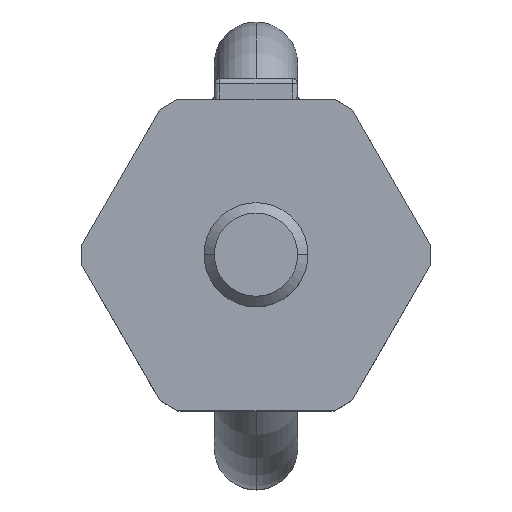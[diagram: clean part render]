
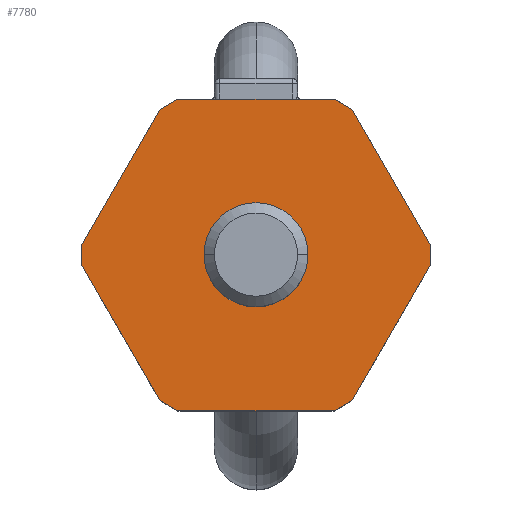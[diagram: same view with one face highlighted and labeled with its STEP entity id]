
A CAD part, top view. The second image highlights one B-rep face of the part: STEP entity #7780.
In plain terms, the highlighted planar face has unit normal (0, 0, 1).
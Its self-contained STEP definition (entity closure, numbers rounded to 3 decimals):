
#1=DIRECTION('',(-0.866,-0.5,0.));
#2=VECTOR('',#1,1.976);
#3=CARTESIAN_POINT('',(-7.519,15.,49.));
#4=LINE('',#3,#2);
#9=CARTESIAN_POINT('',(0.,0.,49.));
#10=DIRECTION('',(0.,0.,1.));
#11=DIRECTION('',(1.,0.,0.));
#12=AXIS2_PLACEMENT_3D('',#9,#10,#11);
#14=CARTESIAN_POINT('',(0.,0.,49.));
#15=DIRECTION('',(0.,0.,1.));
#16=DIRECTION('',(-1.,0.,0.));
#17=AXIS2_PLACEMENT_3D('',#14,#15,#16);
#81=DIRECTION('',(-1.,0.,0.));
#82=VECTOR('',#81,15.038);
#83=CARTESIAN_POINT('',(7.519,15.,49.));
#84=LINE('',#83,#82);
#379=DIRECTION('',(0.,1.,0.));
#380=VECTOR('',#379,1.976);
#381=CARTESIAN_POINT('',(16.75,-0.988,49.));
#382=LINE('',#381,#380);
#391=DIRECTION('',(-0.5,0.866,0.));
#392=VECTOR('',#391,15.038);
#393=CARTESIAN_POINT('',(16.75,0.988,49.));
#394=LINE('',#393,#392);
#395=DIRECTION('',(-0.866,0.5,0.));
#396=VECTOR('',#395,1.976);
#397=CARTESIAN_POINT('',(9.231,14.012,49.));
#398=LINE('',#397,#396);
#3706=DIRECTION('',(-0.5,-0.866,0.));
#3707=VECTOR('',#3706,15.038);
#3708=CARTESIAN_POINT('',(-9.231,14.012,49.));
#3709=LINE('',#3708,#3707);
#3710=DIRECTION('',(0.,-1.,0.));
#3711=VECTOR('',#3710,1.976);
#3712=CARTESIAN_POINT('',(-16.75,0.988,49.));
#3713=LINE('',#3712,#3711);
#3729=DIRECTION('',(0.5,-0.866,0.));
#3730=VECTOR('',#3729,15.038);
#3731=CARTESIAN_POINT('',(-16.75,-0.988,49.));
#3732=LINE('',#3731,#3730);
#3749=DIRECTION('',(0.866,-0.5,0.));
#3750=VECTOR('',#3749,1.976);
#3751=CARTESIAN_POINT('',(-9.231,-14.012,49.));
#3752=LINE('',#3751,#3750);
#3766=DIRECTION('',(1.,0.,0.));
#3767=VECTOR('',#3766,15.038);
#3768=CARTESIAN_POINT('',(-7.519,-15.,49.));
#3769=LINE('',#3768,#3767);
#3811=DIRECTION('',(0.866,0.5,0.));
#3812=VECTOR('',#3811,1.976);
#3813=CARTESIAN_POINT('',(7.519,-15.,49.));
#3814=LINE('',#3813,#3812);
#3823=DIRECTION('',(0.5,0.866,0.));
#3824=VECTOR('',#3823,15.038);
#3825=CARTESIAN_POINT('',(9.231,-14.012,49.));
#3826=LINE('',#3825,#3824);
#6273=CARTESIAN_POINT('',(-7.519,15.,49.));
#6274=CARTESIAN_POINT('',(-9.231,14.012,49.));
#6275=VERTEX_POINT('',#6273);
#6276=VERTEX_POINT('',#6274);
#6277=CARTESIAN_POINT('',(-16.75,0.988,49.));
#6278=VERTEX_POINT('',#6277);
#6279=CARTESIAN_POINT('',(-16.75,-0.988,49.));
#6280=VERTEX_POINT('',#6279);
#6281=CARTESIAN_POINT('',(-9.231,-14.012,49.));
#6282=VERTEX_POINT('',#6281);
#6283=CARTESIAN_POINT('',(-7.519,-15.,49.));
#6284=VERTEX_POINT('',#6283);
#6285=CARTESIAN_POINT('',(7.519,-15.,49.));
#6286=VERTEX_POINT('',#6285);
#6287=CARTESIAN_POINT('',(9.231,-14.012,49.));
#6288=VERTEX_POINT('',#6287);
#6289=CARTESIAN_POINT('',(16.75,-0.988,49.));
#6290=VERTEX_POINT('',#6289);
#6291=CARTESIAN_POINT('',(16.75,0.988,49.));
#6292=VERTEX_POINT('',#6291);
#6293=CARTESIAN_POINT('',(9.231,14.012,49.));
#6294=VERTEX_POINT('',#6293);
#6295=CARTESIAN_POINT('',(7.519,15.,49.));
#6296=VERTEX_POINT('',#6295);
#6321=CARTESIAN_POINT('',(5.,0.,49.));
#6322=CARTESIAN_POINT('',(-5.,0.,49.));
#6323=VERTEX_POINT('',#6321);
#6324=VERTEX_POINT('',#6322);
#7744=CARTESIAN_POINT('',(50.,-50.,49.));
#7745=DIRECTION('',(0.,0.,-1.));
#7746=DIRECTION('',(-1.,0.,0.));
#7747=AXIS2_PLACEMENT_3D('',#7744,#7745,#7746);
#7748=PLANE('',#7747);
#7749=ORIENTED_EDGE('',*,*,#7733,.F.);
#7751=ORIENTED_EDGE('',*,*,#7750,.F.);
#7753=ORIENTED_EDGE('',*,*,#7752,.F.);
#7755=ORIENTED_EDGE('',*,*,#7754,.F.);
#7757=ORIENTED_EDGE('',*,*,#7756,.F.);
#7759=ORIENTED_EDGE('',*,*,#7758,.F.);
#7761=ORIENTED_EDGE('',*,*,#7760,.F.);
#7763=ORIENTED_EDGE('',*,*,#7762,.F.);
#7765=ORIENTED_EDGE('',*,*,#7764,.F.);
#7767=ORIENTED_EDGE('',*,*,#7766,.F.);
#7769=ORIENTED_EDGE('',*,*,#7768,.F.);
#7771=ORIENTED_EDGE('',*,*,#7770,.F.);
#7772=EDGE_LOOP('',(#7749,#7751,#7753,#7755,#7757,#7759,#7761,#7763,#7765,#7767,
#7769,#7771));
#7773=FACE_OUTER_BOUND('',#7772,.F.);
#7775=ORIENTED_EDGE('',*,*,#7774,.T.);
#7777=ORIENTED_EDGE('',*,*,#7776,.T.);
#7778=EDGE_LOOP('',(#7775,#7777));
#7779=FACE_BOUND('',#7778,.F.);
#7780=ADVANCED_FACE('',(#7773,#7779),#7748,.F.);
#13=CIRCLE('',#12,5.);
#18=CIRCLE('',#17,5.);
#7733=EDGE_CURVE('',#6275,#6276,#4,.T.);
#7750=EDGE_CURVE('',#6296,#6275,#84,.T.);
#7752=EDGE_CURVE('',#6294,#6296,#398,.T.);
#7754=EDGE_CURVE('',#6292,#6294,#394,.T.);
#7756=EDGE_CURVE('',#6290,#6292,#382,.T.);
#7758=EDGE_CURVE('',#6288,#6290,#3826,.T.);
#7760=EDGE_CURVE('',#6286,#6288,#3814,.T.);
#7762=EDGE_CURVE('',#6284,#6286,#3769,.T.);
#7764=EDGE_CURVE('',#6282,#6284,#3752,.T.);
#7766=EDGE_CURVE('',#6280,#6282,#3732,.T.);
#7768=EDGE_CURVE('',#6278,#6280,#3713,.T.);
#7770=EDGE_CURVE('',#6276,#6278,#3709,.T.);
#7774=EDGE_CURVE('',#6323,#6324,#13,.T.);
#7776=EDGE_CURVE('',#6324,#6323,#18,.T.);
